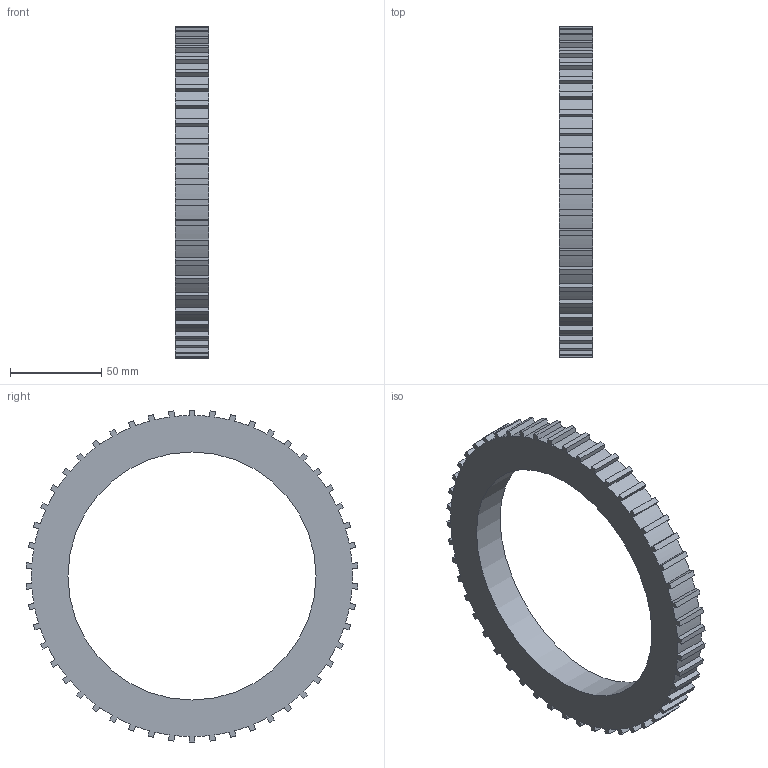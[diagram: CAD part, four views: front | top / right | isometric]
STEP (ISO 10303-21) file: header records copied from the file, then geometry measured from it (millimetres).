
FILE_DESCRIPTION(/* description */ (''),/* implementation_level */ '2;1');
FILE_NAME(/* name */ 'Big_Flex_Wheel.step',/* time_stamp */ '2024-03-15T16:05:14+01:00',/* author */ (''),/* organization */ (''),/* preprocessor_version */ 'ST-DEVELOPER v20',/* originating_system */ 'Autodesk Translation Framework v12.20.1.177',/* authorisation */ '');
FILE_SCHEMA (('AUTOMOTIVE_DESIGN { 1 0 10303 214 3 1 1 }'));
Length unit declared in the file: millimetre
Products named in the file (1): NewFlexWheel
Bounding box: 18.2 x 181.8 x 181.97 mm (x, y, z)
Volume: 186558.9 mm3; surface area: 43800.1 mm2
Topology: 1 solids, 1 shells, 203 faces, 603 edges, 402 vertices
Faces by surface type: plane 152, cylinder 51
Full cylindrical faces by diameter (mm): 136 x1
Entity records: 6796 total; most frequent: CARTESIAN_POINT 1209, ORIENTED_EDGE 1206, DIRECTION 1113, EDGE_CURVE 603, LINE 501, VECTOR 501, VERTEX_POINT 402, AXIS2_PLACEMENT_3D 306
